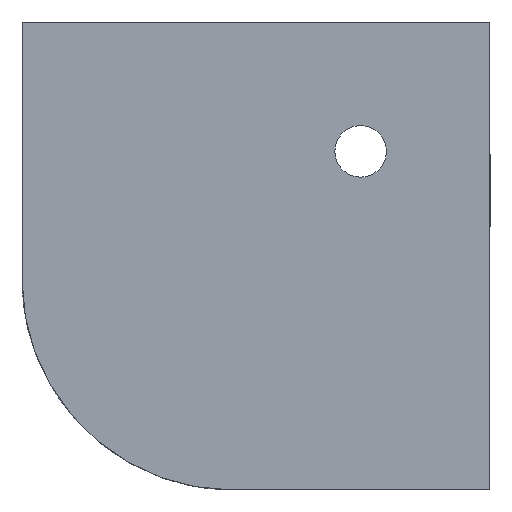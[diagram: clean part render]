
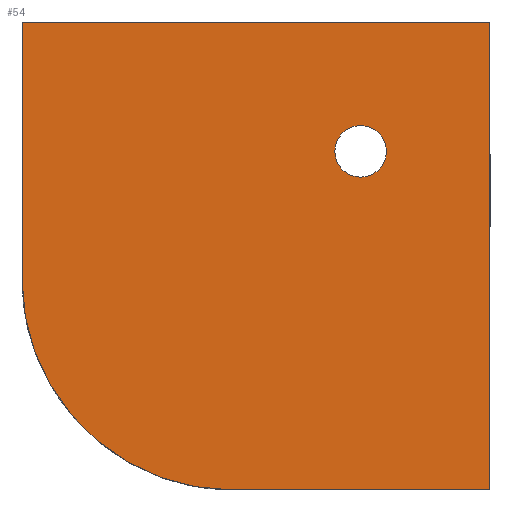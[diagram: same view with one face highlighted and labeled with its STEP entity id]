
A CAD part, front view. The second image highlights one B-rep face of the part: STEP entity #54.
In plain terms, the highlighted planar face has unit normal (0, -1, 0).
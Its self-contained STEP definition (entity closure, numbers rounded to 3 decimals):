
#5 = CIRCLE ( 'NONE', #417, 55. ) ;
#10 = EDGE_CURVE ( 'NONE', #136, #159, #219, .T. ) ;
#12 = EDGE_CURVE ( 'NONE', #109, #136, #226, .T. ) ;
#20 = EDGE_CURVE ( 'NONE', #124, #109, #276, .T. ) ;
#22 = EDGE_CURVE ( 'NONE', #159, #106, #289, .T. ) ;
#27 = EDGE_CURVE ( 'NONE', #78, #73, #5, .T. ) ;
#37 = EDGE_CURVE ( 'NONE', #73, #78, #48, .T. ) ;
#48 = CIRCLE ( 'NONE', #422, 55. ) ;
#52 = EDGE_CURVE ( 'NONE', #124, #106, #59, .T. ) ;
#54 = ADVANCED_FACE ( 'NONE', ( #481, #448 ), #528, .F. ) ;
#59 = CIRCLE ( 'NONE', #428, 450. ) ;
#73 = VERTEX_POINT ( 'NONE', #552 ) ;
#78 = VERTEX_POINT ( 'NONE', #569 ) ;
#95 = EDGE_LOOP ( 'NONE', ( #172, #171 ) ) ;
#98 = ORIENTED_EDGE ( 'NONE', *, *, #20, .F. ) ;
#99 = ORIENTED_EDGE ( 'NONE', *, *, #22, .F. ) ;
#106 = VERTEX_POINT ( 'NONE', #572 ) ;
#109 = VERTEX_POINT ( 'NONE', #566 ) ;
#122 = EDGE_LOOP ( 'NONE', ( #98, #155, #99, #134, #127 ) ) ;
#124 = VERTEX_POINT ( 'NONE', #530 ) ;
#127 = ORIENTED_EDGE ( 'NONE', *, *, #12, .F. ) ;
#134 = ORIENTED_EDGE ( 'NONE', *, *, #10, .F. ) ;
#136 = VERTEX_POINT ( 'NONE', #554 ) ;
#155 = ORIENTED_EDGE ( 'NONE', *, *, #52, .T. ) ;
#159 = VERTEX_POINT ( 'NONE', #525 ) ;
#171 = ORIENTED_EDGE ( 'NONE', *, *, #37, .T. ) ;
#172 = ORIENTED_EDGE ( 'NONE', *, *, #27, .T. ) ;
#219 = LINE ( 'NONE', #220, #476 ) ;
#220 = CARTESIAN_POINT ( 'NONE',  ( 500., -70., -500. ) ) ;
#221 = DIRECTION ( 'NONE',  ( 0., 0., -1. ) ) ;
#226 = LINE ( 'NONE', #227, #473 ) ;
#227 = CARTESIAN_POINT ( 'NONE',  ( -500., -70., 500. ) ) ;
#228 = DIRECTION ( 'NONE',  ( 1., 0., 0. ) ) ;
#276 = LINE ( 'NONE', #277, #451 ) ;
#277 = CARTESIAN_POINT ( 'NONE',  ( -500., -70., -500. ) ) ;
#278 = DIRECTION ( 'NONE',  ( 0., 0., 1. ) ) ;
#289 = LINE ( 'NONE', #290, #469 ) ;
#290 = CARTESIAN_POINT ( 'NONE',  ( -500., -70., -500. ) ) ;
#291 = DIRECTION ( 'NONE',  ( -1., 0., 0. ) ) ;
#323 = CARTESIAN_POINT ( 'NONE',  ( 223.5, -70., 223.5 ) ) ;
#324 = DIRECTION ( 'NONE',  ( 0., 1., 0. ) ) ;
#325 = DIRECTION ( 'NONE',  ( 0., 0., 1. ) ) ;
#403 = CARTESIAN_POINT ( 'NONE',  ( 223.5, -70., 223.5 ) ) ;
#407 = DIRECTION ( 'NONE',  ( 0., 1., 0. ) ) ;
#408 = DIRECTION ( 'NONE',  ( 0., 0., 1. ) ) ;
#417 = AXIS2_PLACEMENT_3D ( 'NONE', #323, #324, #325 ) ;
#422 = AXIS2_PLACEMENT_3D ( 'NONE', #403, #407, #408 ) ;
#428 = AXIS2_PLACEMENT_3D ( 'NONE', #587, #594, #585 ) ;
#430 = AXIS2_PLACEMENT_3D ( 'NONE', #544, #550, #549 ) ;
#448 = FACE_OUTER_BOUND ( 'NONE', #122, .T. ) ;
#451 = VECTOR ( 'NONE', #278, 1000. ) ;
#469 = VECTOR ( 'NONE', #291, 1000. ) ;
#473 = VECTOR ( 'NONE', #228, 1000. ) ;
#476 = VECTOR ( 'NONE', #221, 1000. ) ;
#481 = FACE_BOUND ( 'NONE', #95, .T. ) ;
#525 = CARTESIAN_POINT ( 'NONE',  ( 500., -70., -500. ) ) ;
#528 = PLANE ( 'NONE',  #430 ) ;
#530 = CARTESIAN_POINT ( 'NONE',  ( -500., -70., -50. ) ) ;
#544 = CARTESIAN_POINT ( 'NONE',  ( 0., -70., 0. ) ) ;
#549 = DIRECTION ( 'NONE',  ( 0., 0., 1. ) ) ;
#550 = DIRECTION ( 'NONE',  ( 0., 1., 0. ) ) ;
#552 = CARTESIAN_POINT ( 'NONE',  ( 223.5, -70., 168.5 ) ) ;
#554 = CARTESIAN_POINT ( 'NONE',  ( 500., -70., 500. ) ) ;
#566 = CARTESIAN_POINT ( 'NONE',  ( -500., -70., 500. ) ) ;
#569 = CARTESIAN_POINT ( 'NONE',  ( 223.5, -70., 278.5 ) ) ;
#572 = CARTESIAN_POINT ( 'NONE',  ( -50., -70., -500. ) ) ;
#585 = DIRECTION ( 'NONE',  ( 0., 0., 1. ) ) ;
#587 = CARTESIAN_POINT ( 'NONE',  ( -50., -70., -50. ) ) ;
#594 = DIRECTION ( 'NONE',  ( 0., -1., 0. ) ) ;
